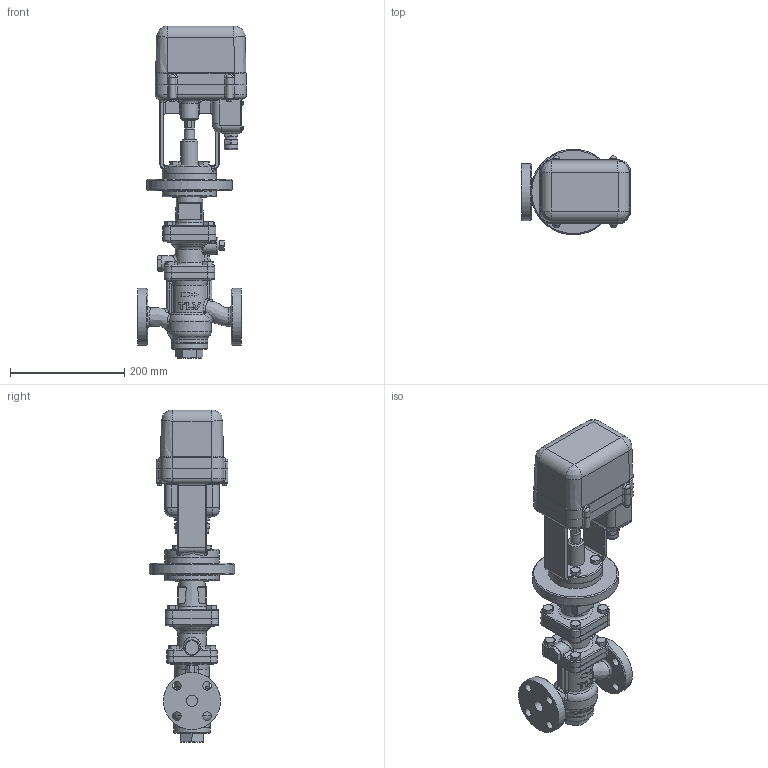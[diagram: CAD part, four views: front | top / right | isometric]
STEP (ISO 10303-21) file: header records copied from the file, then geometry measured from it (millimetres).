
FILE_DESCRIPTION(/* description */ (''),/* implementation_level */ '2;1');
FILE_NAME(/* name */ 'ccr16-020-jis10-00.stp',/* time_stamp */ '2018-01-26T15:45:40+09:00',/* author */ ('nakaot'),/* organization */ (''),/* preprocessor_version */ 'ST-DEVELOPER v15.6',/* originating_system */ 'Autodesk Inventor 2015',/* authorisation */ '');
FILE_SCHEMA (('CONFIG_CONTROL_DESIGN'));
Length unit declared in the file: millimetre
Products named in the file (1): ccr16-020-jis10-00
Bounding box: 191 x 150 x 582 mm (x, y, z)
Volume: 4610672.3 mm3; surface area: 424686 mm2
Topology: 1 solids, 3 shells, 1205 faces, 2832 edges, 1698 vertices
Faces by surface type: plane 482, cylinder 313, bspline 154, cone 146, torus 90, sphere 20
Full cylindrical faces by diameter (mm): 2.459 x8, 4.6 x4, 5.3 x4, 7 x4, 10 x24, 12 x16, 15 x8, 18 x1, 18.631 x2, 20 x4, 23 x1, 24 x2, 27 x1, 30 x2, 32 x1, 45 x1, 50 x1, 64 x2, 67.531 x1, 67.717 x1, 95 x3, 100 x2, 150 x1
Entity records: 44022 total; most frequent: CARTESIAN_POINT 18498, ORIENTED_EDGE 5300, DIRECTION 5084, EDGE_CURVE 2650, AXIS2_PLACEMENT_3D 2038, VERTEX_POINT 1661, EDGE_LOOP 1467, FACE_OUTER_BOUND 1205
